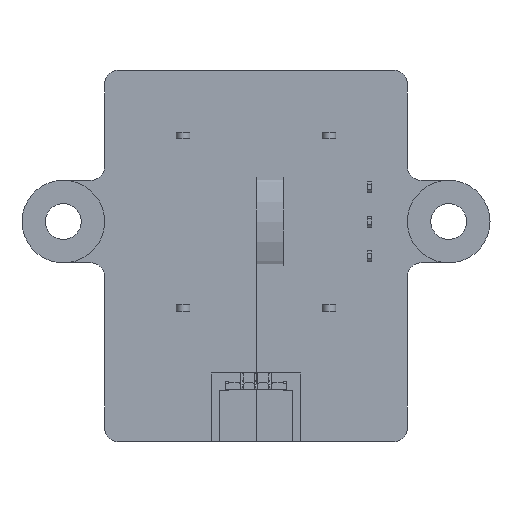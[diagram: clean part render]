
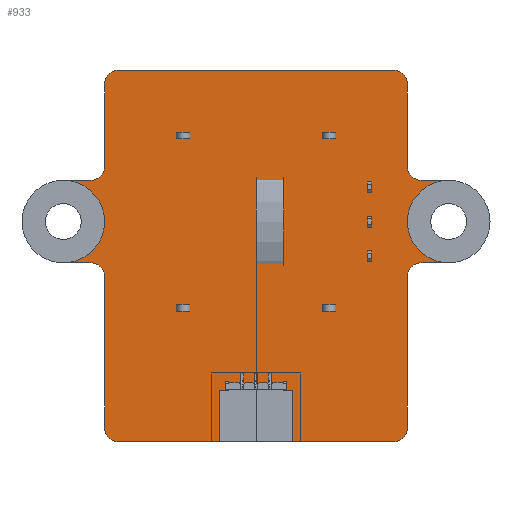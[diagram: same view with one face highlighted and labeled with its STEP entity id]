
A CAD part, front view. The second image highlights one B-rep face of the part: STEP entity #933.
In plain terms, the highlighted planar face has unit normal (0, -1, 0).
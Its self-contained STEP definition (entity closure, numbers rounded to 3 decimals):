
#230=CARTESIAN_POINT('',(12.,-1.6,-4.));
#231=DIRECTION('',(0.,1.,0.));
#232=DIRECTION('',(-1.,0.,0.));
#233=AXIS2_PLACEMENT_3D('',#230,#231,#232);
#252=DIRECTION('',(0.,0.,1.));
#253=VECTOR('',#252,11.);
#254=CARTESIAN_POINT('',(11.,-1.6,-15.));
#255=LINE('',#254,#253);
#264=CARTESIAN_POINT('',(-14.,-1.6,0.));
#265=DIRECTION('',(0.,1.,0.));
#266=DIRECTION('',(1.,0.,0.));
#267=AXIS2_PLACEMENT_3D('',#264,#265,#266);
#269=CARTESIAN_POINT('',(-14.,-1.6,0.));
#270=DIRECTION('',(0.,1.,0.));
#271=DIRECTION('',(0.,0.,1.));
#272=AXIS2_PLACEMENT_3D('',#269,#270,#271);
#274=DIRECTION('',(1.,0.,0.));
#275=VECTOR('',#274,2.);
#276=CARTESIAN_POINT('',(-14.,-1.6,3.));
#277=LINE('',#276,#275);
#278=DIRECTION('',(0.,0.,1.));
#279=VECTOR('',#278,6.);
#280=CARTESIAN_POINT('',(-11.,-1.6,4.));
#281=LINE('',#280,#279);
#282=CARTESIAN_POINT('',(-10.,-1.6,10.));
#283=DIRECTION('',(0.,-1.,0.));
#284=DIRECTION('',(0.,0.,1.));
#285=AXIS2_PLACEMENT_3D('',#282,#283,#284);
#287=DIRECTION('',(1.,0.,0.));
#288=VECTOR('',#287,20.);
#289=CARTESIAN_POINT('',(-10.,-1.6,11.));
#290=LINE('',#289,#288);
#291=CARTESIAN_POINT('',(10.,-1.6,10.));
#292=DIRECTION('',(0.,-1.,0.));
#293=DIRECTION('',(1.,0.,0.));
#294=AXIS2_PLACEMENT_3D('',#291,#292,#293);
#296=DIRECTION('',(0.,0.,-1.));
#297=VECTOR('',#296,6.);
#298=CARTESIAN_POINT('',(11.,-1.6,10.));
#299=LINE('',#298,#297);
#300=DIRECTION('',(1.,0.,0.));
#301=VECTOR('',#300,2.);
#302=CARTESIAN_POINT('',(12.,-1.6,3.));
#303=LINE('',#302,#301);
#304=CARTESIAN_POINT('',(14.,-1.6,0.));
#305=DIRECTION('',(0.,1.,0.));
#306=DIRECTION('',(-1.,0.,0.));
#307=AXIS2_PLACEMENT_3D('',#304,#305,#306);
#309=CARTESIAN_POINT('',(14.,-1.6,0.));
#310=DIRECTION('',(0.,1.,0.));
#311=DIRECTION('',(0.,0.,-1.));
#312=AXIS2_PLACEMENT_3D('',#309,#310,#311);
#314=DIRECTION('',(-1.,0.,0.));
#315=VECTOR('',#314,2.);
#316=CARTESIAN_POINT('',(14.,-1.6,-3.));
#317=LINE('',#316,#315);
#318=CARTESIAN_POINT('',(10.,-1.6,-15.));
#319=DIRECTION('',(0.,-1.,0.));
#320=DIRECTION('',(0.,0.,-1.));
#321=AXIS2_PLACEMENT_3D('',#318,#319,#320);
#323=CARTESIAN_POINT('',(-10.,-1.6,-15.));
#324=DIRECTION('',(0.,-1.,0.));
#325=DIRECTION('',(-1.,0.,0.));
#326=AXIS2_PLACEMENT_3D('',#323,#324,#325);
#328=DIRECTION('',(-1.,0.,0.));
#329=VECTOR('',#328,2.);
#330=CARTESIAN_POINT('',(-12.,-1.6,-3.));
#331=LINE('',#330,#329);
#340=CARTESIAN_POINT('',(-12.,-1.6,4.));
#341=DIRECTION('',(0.,1.,0.));
#342=DIRECTION('',(1.,0.,0.));
#343=AXIS2_PLACEMENT_3D('',#340,#341,#342);
#370=DIRECTION('',(0.,0.,-1.));
#371=VECTOR('',#370,11.);
#372=CARTESIAN_POINT('',(-11.,-1.6,-4.));
#373=LINE('',#372,#371);
#386=DIRECTION('',(1.,0.,0.));
#387=VECTOR('',#386,20.);
#388=CARTESIAN_POINT('',(-10.,-1.6,-16.));
#389=LINE('',#388,#387);
#399=CARTESIAN_POINT('',(-12.,-1.6,-4.));
#400=DIRECTION('',(0.,1.,0.));
#401=DIRECTION('',(0.,0.,1.));
#402=AXIS2_PLACEMENT_3D('',#399,#400,#401);
#413=CARTESIAN_POINT('',(12.,-1.6,4.));
#414=DIRECTION('',(0.,1.,0.));
#415=DIRECTION('',(0.,0.,-1.));
#416=AXIS2_PLACEMENT_3D('',#413,#414,#415);
#431=CARTESIAN_POINT('',(-11.,-1.6,-4.));
#433=VERTEX_POINT('',#431);
#435=CARTESIAN_POINT('',(-12.,-1.6,-3.));
#437=VERTEX_POINT('',#435);
#438=CARTESIAN_POINT('',(-11.,-1.6,4.));
#440=VERTEX_POINT('',#438);
#442=CARTESIAN_POINT('',(-12.,-1.6,3.));
#444=VERTEX_POINT('',#442);
#447=CARTESIAN_POINT('',(11.,-1.6,4.));
#449=VERTEX_POINT('',#447);
#451=CARTESIAN_POINT('',(12.,-1.6,3.));
#453=VERTEX_POINT('',#451);
#454=CARTESIAN_POINT('',(11.,-1.6,-4.));
#456=VERTEX_POINT('',#454);
#458=CARTESIAN_POINT('',(12.,-1.6,-3.));
#460=VERTEX_POINT('',#458);
#462=CARTESIAN_POINT('',(-10.,-1.6,11.));
#463=CARTESIAN_POINT('',(-11.,-1.6,10.));
#464=VERTEX_POINT('',#462);
#465=VERTEX_POINT('',#463);
#470=CARTESIAN_POINT('',(11.,-1.6,10.));
#471=CARTESIAN_POINT('',(10.,-1.6,11.));
#472=VERTEX_POINT('',#470);
#473=VERTEX_POINT('',#471);
#478=CARTESIAN_POINT('',(-11.,-1.6,-15.));
#479=CARTESIAN_POINT('',(-10.,-1.6,-16.));
#480=VERTEX_POINT('',#478);
#481=VERTEX_POINT('',#479);
#486=CARTESIAN_POINT('',(10.,-1.6,-16.));
#487=CARTESIAN_POINT('',(11.,-1.6,-15.));
#488=VERTEX_POINT('',#486);
#489=VERTEX_POINT('',#487);
#542=CARTESIAN_POINT('',(-11.,-1.6,0.));
#543=CARTESIAN_POINT('',(-14.,-1.6,-3.));
#544=VERTEX_POINT('',#542);
#545=VERTEX_POINT('',#543);
#547=CARTESIAN_POINT('',(-14.,-1.6,3.));
#549=VERTEX_POINT('',#547);
#550=CARTESIAN_POINT('',(14.,-1.6,-3.));
#551=CARTESIAN_POINT('',(11.,-1.6,0.));
#552=VERTEX_POINT('',#550);
#553=VERTEX_POINT('',#551);
#554=CARTESIAN_POINT('',(14.,-1.6,3.));
#555=VERTEX_POINT('',#554);
#890=CARTESIAN_POINT('',(0.,-1.6,0.));
#891=DIRECTION('',(0.,1.,0.));
#892=DIRECTION('',(1.,0.,0.));
#893=AXIS2_PLACEMENT_3D('',#890,#891,#892);
#894=PLANE('',#893);
#895=ORIENTED_EDGE('',*,*,#623,.F.);
#896=ORIENTED_EDGE('',*,*,#661,.F.);
#898=ORIENTED_EDGE('',*,*,#897,.T.);
#900=ORIENTED_EDGE('',*,*,#899,.F.);
#902=ORIENTED_EDGE('',*,*,#901,.T.);
#904=ORIENTED_EDGE('',*,*,#903,.F.);
#906=ORIENTED_EDGE('',*,*,#905,.T.);
#907=ORIENTED_EDGE('',*,*,#881,.F.);
#908=ORIENTED_EDGE('',*,*,#857,.T.);
#910=ORIENTED_EDGE('',*,*,#909,.F.);
#912=ORIENTED_EDGE('',*,*,#911,.T.);
#914=ORIENTED_EDGE('',*,*,#913,.F.);
#915=ORIENTED_EDGE('',*,*,#797,.F.);
#916=ORIENTED_EDGE('',*,*,#828,.T.);
#917=ORIENTED_EDGE('',*,*,#840,.F.);
#918=ORIENTED_EDGE('',*,*,#869,.F.);
#920=ORIENTED_EDGE('',*,*,#919,.F.);
#922=ORIENTED_EDGE('',*,*,#921,.F.);
#924=ORIENTED_EDGE('',*,*,#923,.F.);
#926=ORIENTED_EDGE('',*,*,#925,.F.);
#928=ORIENTED_EDGE('',*,*,#927,.F.);
#930=ORIENTED_EDGE('',*,*,#929,.T.);
#931=EDGE_LOOP('',(#895,#896,#898,#900,#902,#904,#906,#907,#908,#910,#912,#914,
#915,#916,#917,#918,#920,#922,#924,#926,#928,#930));
#932=FACE_OUTER_BOUND('',#931,.F.);
#933=ADVANCED_FACE('',(#932),#894,.F.);
#234=CIRCLE('',#233,1.);
#268=CIRCLE('',#267,3.);
#273=CIRCLE('',#272,3.);
#286=CIRCLE('',#285,1.);
#295=CIRCLE('',#294,1.);
#308=CIRCLE('',#307,3.);
#313=CIRCLE('',#312,3.);
#322=CIRCLE('',#321,1.);
#327=CIRCLE('',#326,1.);
#344=CIRCLE('',#343,1.);
#403=CIRCLE('',#402,1.);
#417=CIRCLE('',#416,1.);
#623=EDGE_CURVE('',#544,#545,#268,.T.);
#661=EDGE_CURVE('',#549,#544,#273,.T.);
#797=EDGE_CURVE('',#552,#553,#313,.T.);
#828=EDGE_CURVE('',#552,#460,#317,.T.);
#840=EDGE_CURVE('',#456,#460,#234,.T.);
#857=EDGE_CURVE('',#472,#449,#299,.T.);
#869=EDGE_CURVE('',#489,#456,#255,.T.);
#881=EDGE_CURVE('',#472,#473,#295,.T.);
#897=EDGE_CURVE('',#549,#444,#277,.T.);
#899=EDGE_CURVE('',#440,#444,#344,.T.);
#901=EDGE_CURVE('',#440,#465,#281,.T.);
#903=EDGE_CURVE('',#464,#465,#286,.T.);
#905=EDGE_CURVE('',#464,#473,#290,.T.);
#909=EDGE_CURVE('',#453,#449,#417,.T.);
#911=EDGE_CURVE('',#453,#555,#303,.T.);
#913=EDGE_CURVE('',#553,#555,#308,.T.);
#919=EDGE_CURVE('',#488,#489,#322,.T.);
#921=EDGE_CURVE('',#481,#488,#389,.T.);
#923=EDGE_CURVE('',#480,#481,#327,.T.);
#925=EDGE_CURVE('',#433,#480,#373,.T.);
#927=EDGE_CURVE('',#437,#433,#403,.T.);
#929=EDGE_CURVE('',#437,#545,#331,.T.);
